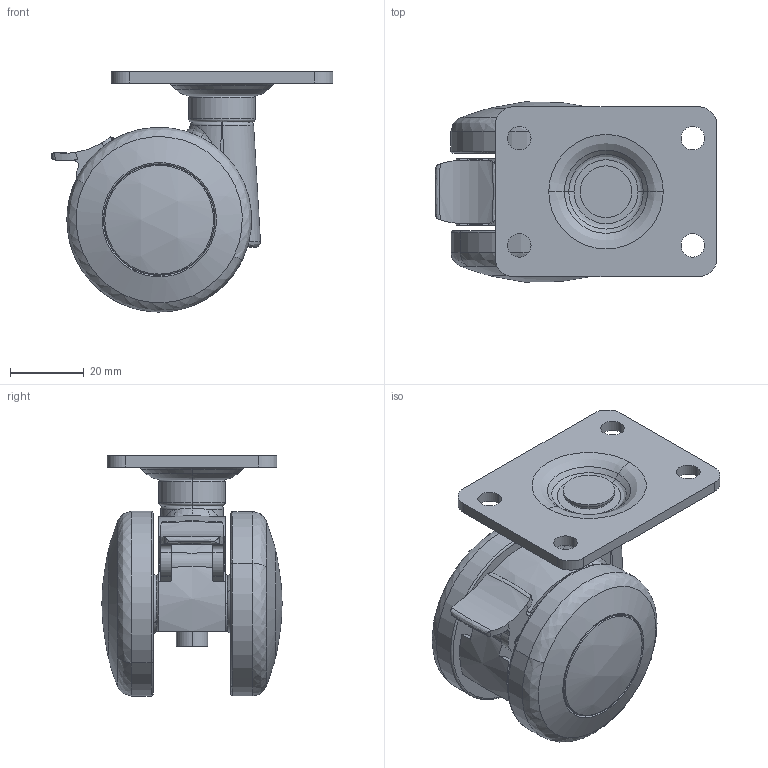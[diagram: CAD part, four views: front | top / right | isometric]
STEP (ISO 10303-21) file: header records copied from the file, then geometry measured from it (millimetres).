
FILE_DESCRIPTION( (''), '2;1');
FILE_NAME ('PC003.16728.TCA_A50SBF47X29_2248.stp','2022-11-04T14:47:33',(''),(''),'spGate 18.9.1 (****-****-****-****)','','');
FILE_SCHEMA (('AUTOMOTIVE_DESIGN'));
Length unit declared in the file: millimetre
Products named in the file (5): Assembly; MY6 ____; 56YF47X29 ___t__; A50S _{__; TY50S ___o_[
Assembly tree (5 placements, depth 2):
  Assembly
    MY6 ____  x2
    56YF47X29 ___t__
    A50S _{__
    TY50S ___o_[
Bounding box: 76.25 x 48.79 x 65 mm (x, y, z)
Volume: 70315.8 mm3; surface area: 32267.4 mm2
Topology: 5 solids, 5 shells, 228 faces, 548 edges, 346 vertices
Faces by surface type: cylinder 96, bspline 76, plane 52, sphere 4
Entity records: 14383 total; most frequent: CARTESIAN_POINT 6135, ORIENTED_EDGE 962, DIRECTION 826, COLOUR_RGB 683, PRESENTATION_STYLE_ASSIGNMENT 683, STYLED_ITEM 683, EDGE_CURVE 481, DRAUGHTING_PRE_DEFINED_CURVE_FONT 481
